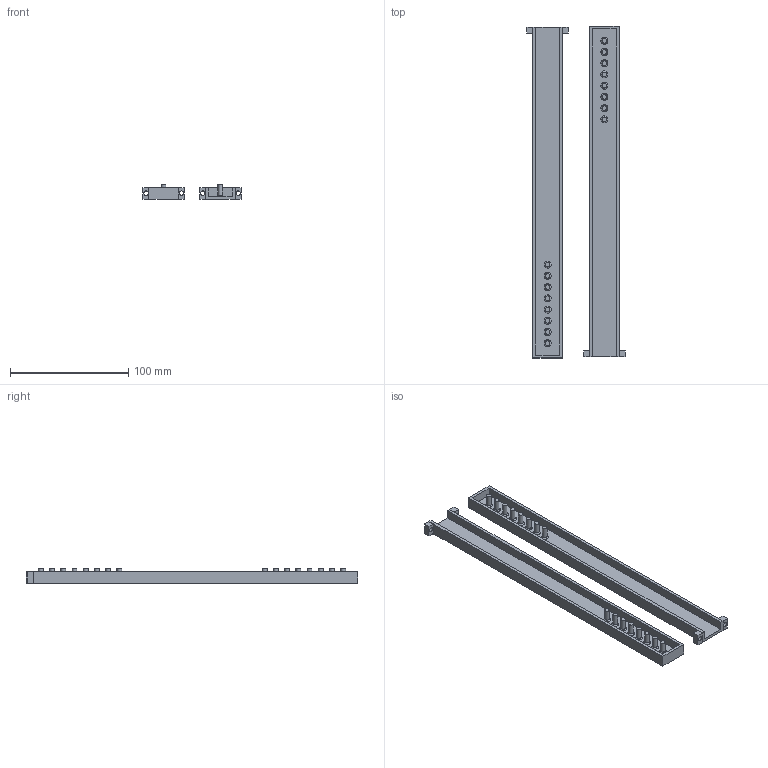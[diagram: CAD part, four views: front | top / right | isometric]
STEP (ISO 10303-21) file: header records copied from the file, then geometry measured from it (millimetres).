
FILE_DESCRIPTION(/* description */ (''),/* implementation_level */ '2;1');
FILE_NAME(/* name */ 'Silicone Strap Mould V4 560mm.step',/* time_stamp */ '2020-05-05T15:28:07-04:00',/* author */ (''),/* organization */ (''),/* preprocessor_version */ 'ST-DEVELOPER v18.1',/* originating_system */ 'Autodesk Translation Framework v9.2.0.1227',/* authorisation */ '');
FILE_SCHEMA (('AUTOMOTIVE_DESIGN { 1 0 10303 214 3 1 1 }'));
Length unit declared in the file: millimetre
Products named in the file (3): Silicone Strap Mould V4 500mm; Component1; Component4
Assembly tree (2 placements, depth 2):
  Silicone Strap Mould V4 500mm
    Component1
    Component4
Bounding box: 83 x 281 x 12.5 mm (x, y, z)
Volume: 59581.8 mm3; surface area: 51604.5 mm2
Topology: 6 solids, 6 shells, 96 faces, 220 edges, 152 vertices
Faces by surface type: plane 60, cylinder 20, torus 16
Full cylindrical faces by diameter (mm): 3.8 x4, 4 x16
Entity records: 2882 total; most frequent: DIRECTION 526, CARTESIAN_POINT 473, ORIENTED_EDGE 440, EDGE_CURVE 220, AXIS2_PLACEMENT_3D 205, VERTEX_POINT 152, EDGE_LOOP 120, LINE 116
